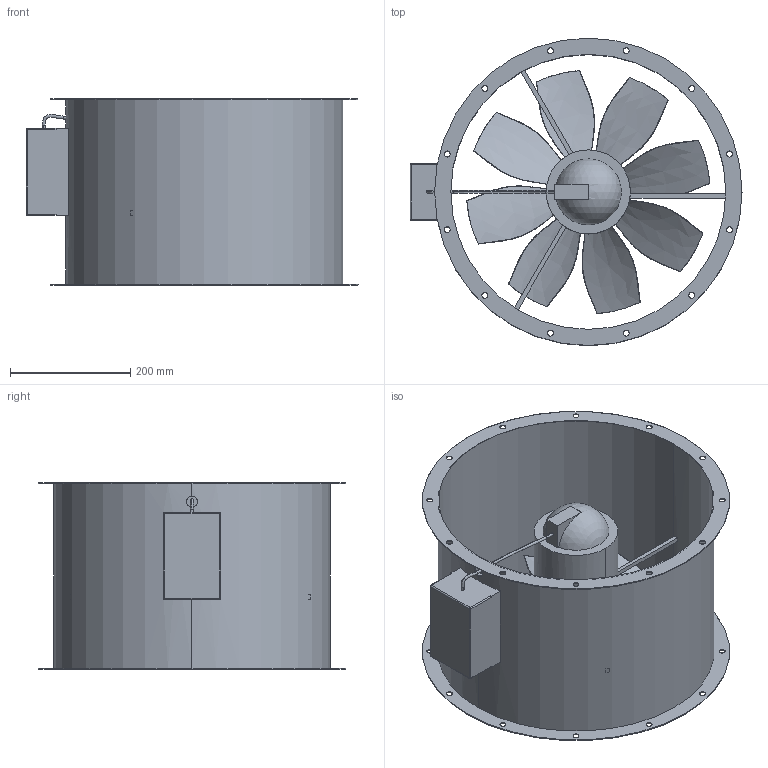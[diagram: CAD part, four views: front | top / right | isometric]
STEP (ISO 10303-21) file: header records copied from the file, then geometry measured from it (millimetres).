
FILE_DESCRIPTION (( 'STEP AP214' ), '1' );
FILE_NAME ('DZR 45.STEP', '2024-07-05T10:43:57', ( '' ), ( '' ), 'SwSTEP 2.0', 'SolidWorks 2021', '' );
FILE_SCHEMA (( 'AUTOMOTIVE_DESIGN' ));
Length unit declared in the file: millimetre
Products named in the file (1): DZR 45
Bounding box: 553 x 512 x 310 mm (x, y, z)
Volume: 4896420.9 mm3; surface area: 1444062.9 mm2
Topology: 1 solids, 1 shells, 226 faces, 698 edges, 478 vertices
Faces by surface type: bspline 100, cylinder 86, plane 31, sphere 7, torus 2
Entity records: 72514 total; most frequent: CARTESIAN_POINT 64614, ORIENTED_EDGE 1388, DIRECTION 765, EDGE_CURVE 694, VERTEX_POINT 478, B_SPLINE_CURVE_WITH_KNOTS 320, AXIS2_PLACEMENT_3D 312, EDGE_LOOP 292
